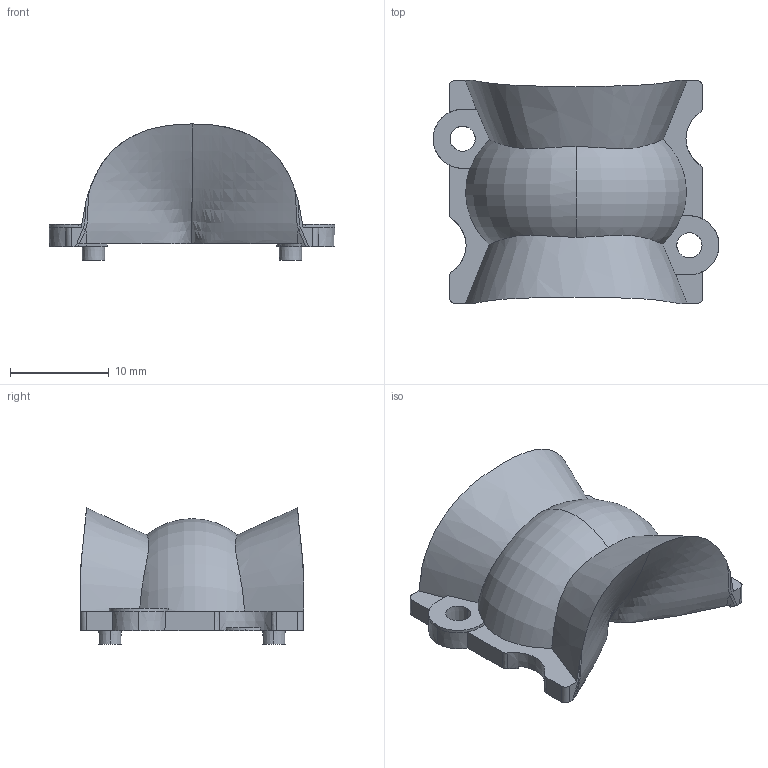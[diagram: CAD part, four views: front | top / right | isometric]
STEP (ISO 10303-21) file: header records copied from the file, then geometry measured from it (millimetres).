
FILE_DESCRIPTION (( 'STEP AP214' ), '1' );
FILE_NAME ('AMT-ART-29x23-3535-100x20 襟.STEP', '2023-04-18T07:28:26', ( '' ), ( '' ), 'SwSTEP 2.0', 'SolidWorks 2019', '' );
FILE_SCHEMA (( 'AUTOMOTIVE_DESIGN' ));
Length unit declared in the file: millimetre
Products named in the file (1): AMT-ART-29x23-3535-100x20 襟
Bounding box: 28.99 x 22.68 x 13.81 mm (x, y, z)
Volume: 3237.3 mm3; surface area: 2025.9 mm2
Topology: 1 solids, 3 shells, 120 faces, 324 edges, 213 vertices
Faces by surface type: bspline 46, plane 37, cone 23, cylinder 8, torus 6
Entity records: 21501 total; most frequent: CARTESIAN_POINT 18916, ORIENTED_EDGE 648, DIRECTION 353, EDGE_CURVE 324, VERTEX_POINT 213, B_SPLINE_CURVE_WITH_KNOTS 176, AXIS2_PLACEMENT_3D 138, EDGE_LOOP 127
